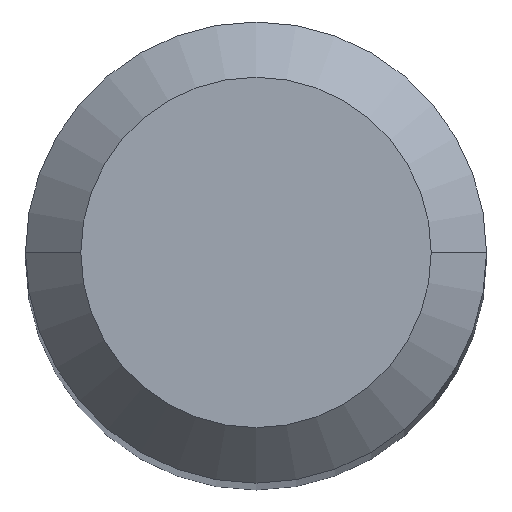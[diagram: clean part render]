
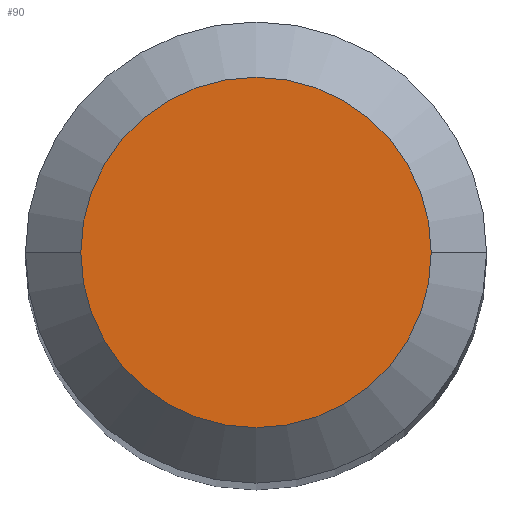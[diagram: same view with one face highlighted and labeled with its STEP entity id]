
A CAD part, top view. The second image highlights one B-rep face of the part: STEP entity #90.
In plain terms, the highlighted planar face has unit normal (0, 0, 1).
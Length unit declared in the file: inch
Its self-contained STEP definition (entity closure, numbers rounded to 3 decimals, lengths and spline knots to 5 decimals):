
#3 = CARTESIAN_POINT ( 'NONE',  ( 0., 0., 1.5 ) ) ;
#10 = DIRECTION ( 'NONE',  ( 1., 0., 0. ) ) ;
#14 = CARTESIAN_POINT ( 'NONE',  ( 0., 0., 1.5 ) ) ;
#18 = AXIS2_PLACEMENT_3D ( 'NONE', #3, #124, #96 ) ;
#47 = CIRCLE ( 'NONE', #222, 0.0475 ) ;
#77 = CARTESIAN_POINT ( 'NONE',  ( -0.0475, 0., 1.5 ) ) ;
#90 = ADVANCED_FACE ( 'NONE', ( #184 ), #114, .T. ) ;
#96 = DIRECTION ( 'NONE',  ( 1., 0., 0. ) ) ;
#114 = PLANE ( 'NONE',  #183 ) ;
#119 = VERTEX_POINT ( 'NONE', #77 ) ;
#124 = DIRECTION ( 'NONE',  ( 0., 0., 1. ) ) ;
#138 = CARTESIAN_POINT ( 'NONE',  ( 0., 0., 1.5 ) ) ;
#140 = EDGE_LOOP ( 'NONE', ( #306, #249 ) ) ;
#158 = DIRECTION ( 'NONE',  ( 0., 0., 1. ) ) ;
#160 = DIRECTION ( 'NONE',  ( 1., 0., 0. ) ) ;
#163 = EDGE_CURVE ( 'NONE', #119, #203, #316, .T. ) ;
#183 = AXIS2_PLACEMENT_3D ( 'NONE', #138, #318, #160 ) ;
#184 = FACE_OUTER_BOUND ( 'NONE', #140, .T. ) ;
#192 = CARTESIAN_POINT ( 'NONE',  ( 0.0475, 0., 1.5 ) ) ;
#203 = VERTEX_POINT ( 'NONE', #192 ) ;
#222 = AXIS2_PLACEMENT_3D ( 'NONE', #14, #158, #10 ) ;
#249 = ORIENTED_EDGE ( 'NONE', *, *, #288, .T. ) ;
#288 = EDGE_CURVE ( 'NONE', #203, #119, #47, .T. ) ;
#306 = ORIENTED_EDGE ( 'NONE', *, *, #163, .T. ) ;
#316 = CIRCLE ( 'NONE', #18, 0.0475 ) ;
#318 = DIRECTION ( 'NONE',  ( 0., 0., 1. ) ) ;
